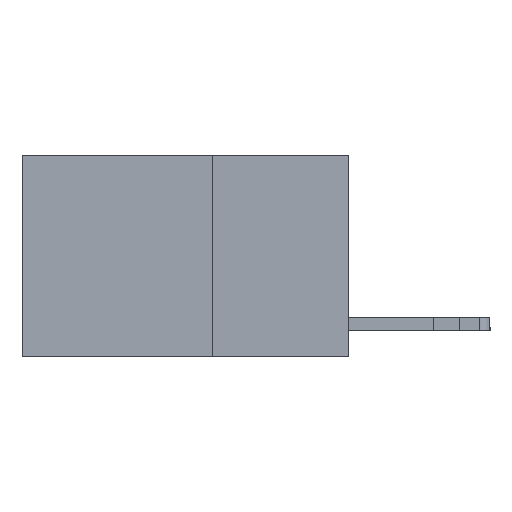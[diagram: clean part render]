
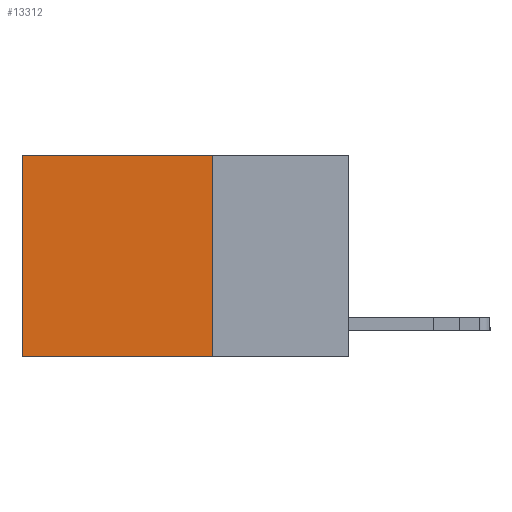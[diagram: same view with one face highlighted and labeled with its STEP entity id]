
A CAD part, left-side view. The second image highlights one B-rep face of the part: STEP entity #13312.
In plain terms, the highlighted planar face has unit normal (-1, 0, 0).
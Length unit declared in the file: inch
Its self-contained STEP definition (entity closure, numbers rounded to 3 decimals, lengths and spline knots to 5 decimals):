
#144 = VECTOR ( 'NONE', #1156, 39.37008 ) ;
#333 = CARTESIAN_POINT ( 'NONE',  ( 0.2625, 0.6, 0. ) ) ;
#607 = AXIS2_PLACEMENT_3D ( 'NONE', #2052, #8651, #4222 ) ;
#1065 = DIRECTION ( 'NONE',  ( 0., 1., 0. ) ) ;
#1156 = DIRECTION ( 'NONE',  ( 0., 1., 0. ) ) ;
#1532 = VECTOR ( 'NONE', #7779, 39.37008 ) ;
#2052 = CARTESIAN_POINT ( 'NONE',  ( 0.2625, 0.25, 0. ) ) ;
#2453 = EDGE_LOOP ( 'NONE', ( #13620, #7484, #10784, #7289 ) ) ;
#2923 = EDGE_CURVE ( 'NONE', #12589, #10205, #4544, .T. ) ;
#3188 = CARTESIAN_POINT ( 'NONE',  ( 0.2625, 0.25, 0. ) ) ;
#3692 = VECTOR ( 'NONE', #12863, 39.37008 ) ;
#4222 = DIRECTION ( 'NONE',  ( 0., 0., -1. ) ) ;
#4544 = LINE ( 'NONE', #9884, #1532 ) ;
#4870 = LINE ( 'NONE', #10681, #9141 ) ;
#5113 = VERTEX_POINT ( 'NONE', #5360 ) ;
#5360 = CARTESIAN_POINT ( 'NONE',  ( 0.2625, 0.25, 0. ) ) ;
#6616 = EDGE_CURVE ( 'NONE', #5113, #9353, #8661, .T. ) ;
#7289 = ORIENTED_EDGE ( 'NONE', *, *, #12951, .T. ) ;
#7460 = EDGE_CURVE ( 'NONE', #9353, #10205, #4870, .T. ) ;
#7484 = ORIENTED_EDGE ( 'NONE', *, *, #7460, .F. ) ;
#7779 = DIRECTION ( 'NONE',  ( 0., 0., -1. ) ) ;
#8054 = CARTESIAN_POINT ( 'NONE',  ( 0.2625, 0.25, -0.37 ) ) ;
#8651 = DIRECTION ( 'NONE',  ( 1., 0., 0. ) ) ;
#8661 = LINE ( 'NONE', #9776, #3692 ) ;
#9141 = VECTOR ( 'NONE', #1065, 39.37008 ) ;
#9353 = VERTEX_POINT ( 'NONE', #8054 ) ;
#9561 = PLANE ( 'NONE',  #607 ) ;
#9776 = CARTESIAN_POINT ( 'NONE',  ( 0.2625, 0.25, 0. ) ) ;
#9884 = CARTESIAN_POINT ( 'NONE',  ( 0.2625, 0.6, 0. ) ) ;
#10199 = CARTESIAN_POINT ( 'NONE',  ( 0.2625, 0.6, -0.37 ) ) ;
#10205 = VERTEX_POINT ( 'NONE', #10199 ) ;
#10681 = CARTESIAN_POINT ( 'NONE',  ( 0.2625, 0.25, -0.37 ) ) ;
#10784 = ORIENTED_EDGE ( 'NONE', *, *, #6616, .F. ) ;
#11666 = FACE_OUTER_BOUND ( 'NONE', #2453, .T. ) ;
#12589 = VERTEX_POINT ( 'NONE', #333 ) ;
#12804 = LINE ( 'NONE', #3188, #144 ) ;
#12863 = DIRECTION ( 'NONE',  ( 0., 0., -1. ) ) ;
#12951 = EDGE_CURVE ( 'NONE', #5113, #12589, #12804, .T. ) ;
#13312 = ADVANCED_FACE ( 'NONE', ( #11666 ), #9561, .F. ) ;
#13620 = ORIENTED_EDGE ( 'NONE', *, *, #2923, .T. ) ;
